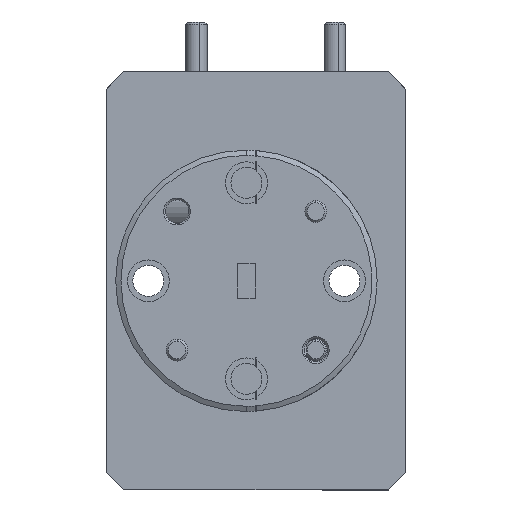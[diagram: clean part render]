
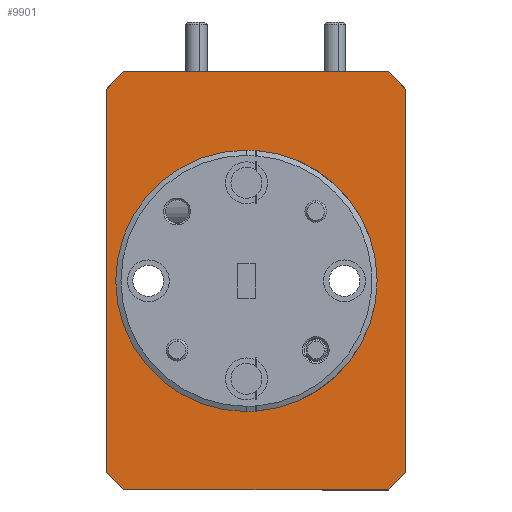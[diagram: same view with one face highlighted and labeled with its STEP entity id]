
A CAD part, left-side view. The second image highlights one B-rep face of the part: STEP entity #9901.
In plain terms, the highlighted planar face has unit normal (-1, 0, 0).
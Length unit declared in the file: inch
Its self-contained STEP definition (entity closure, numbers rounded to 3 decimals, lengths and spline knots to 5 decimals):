
#44 = CIRCLE ( 'NONE', #15832, 0.375 ) ;
#290 = EDGE_CURVE ( 'NONE', #16656, #19487, #16655, .T. ) ;
#497 = EDGE_LOOP ( 'NONE', ( #18405, #14629, #2386, #19292, #15287, #3648, #18929, #18092 ) ) ;
#543 = LINE ( 'NONE', #2056, #10509 ) ;
#622 = VECTOR ( 'NONE', #4149, 39.37008 ) ;
#729 = LINE ( 'NONE', #9923, #15416 ) ;
#871 = VECTOR ( 'NONE', #19590, 39.37008 ) ;
#1206 = CARTESIAN_POINT ( 'NONE',  ( -1.61, 0.4575, 0. ) ) ;
#1264 = CARTESIAN_POINT ( 'NONE',  ( -1.61, 0.86, 0.55 ) ) ;
#1280 = EDGE_CURVE ( 'NONE', #14766, #6032, #12929, .T. ) ;
#1369 = EDGE_CURVE ( 'NONE', #12304, #10210, #3905, .T. ) ;
#1407 = CARTESIAN_POINT ( 'NONE',  ( -1.61, 0.4325, -0.6 ) ) ;
#1424 = CARTESIAN_POINT ( 'NONE',  ( -1.61, 0.86, -0.55 ) ) ;
#1443 = ORIENTED_EDGE ( 'NONE', *, *, #15566, .T. ) ;
#1894 = EDGE_CURVE ( 'NONE', #3024, #10210, #3164, .T. ) ;
#1924 = VECTOR ( 'NONE', #13390, 39.37008 ) ;
#2056 = CARTESIAN_POINT ( 'NONE',  ( -1.61, 0.05, -0.6 ) ) ;
#2386 = ORIENTED_EDGE ( 'NONE', *, *, #1894, .F. ) ;
#2492 = CARTESIAN_POINT ( 'NONE',  ( -1.61, 0.05, 0.6 ) ) ;
#2640 = CARTESIAN_POINT ( 'NONE',  ( -1.61, 0.4325, 0.6 ) ) ;
#2647 = DIRECTION ( 'NONE',  ( -1., 0., 0. ) ) ;
#2711 = DIRECTION ( 'NONE',  ( -1., 0., 0. ) ) ;
#3024 = VERTEX_POINT ( 'NONE', #1264 ) ;
#3164 = LINE ( 'NONE', #15475, #13216 ) ;
#3230 = CARTESIAN_POINT ( 'NONE',  ( -1.61, 0.4325, 0.37417 ) ) ;
#3294 = VECTOR ( 'NONE', #7728, 39.37008 ) ;
#3575 = ORIENTED_EDGE ( 'NONE', *, *, #18559, .F. ) ;
#3591 = LINE ( 'NONE', #15901, #3294 ) ;
#3648 = ORIENTED_EDGE ( 'NONE', *, *, #17764, .T. ) ;
#3905 = LINE ( 'NONE', #13093, #6470 ) ;
#4149 = DIRECTION ( 'NONE',  ( 0., 0., -1. ) ) ;
#4187 = DIRECTION ( 'NONE',  ( 0., 0., 1. ) ) ;
#4571 = CARTESIAN_POINT ( 'NONE',  ( -1.61, 0.81, -0.6 ) ) ;
#4826 = CARTESIAN_POINT ( 'NONE',  ( -1.61, 0.43013, 0.374 ) ) ;
#5208 = ORIENTED_EDGE ( 'NONE', *, *, #10053, .T. ) ;
#5402 = DIRECTION ( 'NONE',  ( 0., 0., 1. ) ) ;
#5500 = DIRECTION ( 'NONE',  ( -1., 0., 0. ) ) ;
#5513 = CARTESIAN_POINT ( 'NONE',  ( -1.61, 0.05, 0.6 ) ) ;
#5712 = CARTESIAN_POINT ( 'NONE',  ( -1.61, 0.4575, -0.375 ) ) ;
#6032 = VERTEX_POINT ( 'NONE', #16282 ) ;
#6470 = VECTOR ( 'NONE', #17831, 39.37008 ) ;
#6524 = DIRECTION ( 'NONE',  ( 0., 0., 1. ) ) ;
#6533 = EDGE_CURVE ( 'NONE', #9184, #7099, #7667, .T. ) ;
#6811 = EDGE_CURVE ( 'NONE', #11283, #11024, #16511, .T. ) ;
#6897 = DIRECTION ( 'NONE',  ( -1., 0., 0. ) ) ;
#6970 = CARTESIAN_POINT ( 'NONE',  ( -1.61, 0.4575, 0. ) ) ;
#7040 = EDGE_LOOP ( 'NONE', ( #11379, #15235, #3575, #16028, #5208, #1443, #18720, #8260 ) ) ;
#7053 = CARTESIAN_POINT ( 'NONE',  ( -1.61, 0.4325, -0.374 ) ) ;
#7099 = VERTEX_POINT ( 'NONE', #15690 ) ;
#7418 = DIRECTION ( 'NONE',  ( 0., 1., 0. ) ) ;
#7498 = DIRECTION ( 'NONE',  ( 0., -0.707, 0.707 ) ) ;
#7667 = LINE ( 'NONE', #2640, #622 ) ;
#7728 = DIRECTION ( 'NONE',  ( 0., 0.707, 0.707 ) ) ;
#8260 = ORIENTED_EDGE ( 'NONE', *, *, #17746, .F. ) ;
#8567 = VERTEX_POINT ( 'NONE', #4571 ) ;
#8647 = DIRECTION ( 'NONE',  ( 0., -0.707, -0.707 ) ) ;
#9085 = CARTESIAN_POINT ( 'NONE',  ( -1.61, 0.43013, -0.374 ) ) ;
#9184 = VERTEX_POINT ( 'NONE', #3230 ) ;
#9426 = EDGE_CURVE ( 'NONE', #9184, #19773, #44, .T. ) ;
#9901 = ADVANCED_FACE ( 'NONE', ( #19444, #16514 ), #13299, .T. ) ;
#9923 = CARTESIAN_POINT ( 'NONE',  ( -1.61, 0.86, -0.6 ) ) ;
#9962 = EDGE_CURVE ( 'NONE', #12304, #11024, #9969, .T. ) ;
#9969 = LINE ( 'NONE', #2492, #18163 ) ;
#10053 = EDGE_CURVE ( 'NONE', #16656, #18160, #16606, .T. ) ;
#10069 = LINE ( 'NONE', #16222, #13848 ) ;
#10210 = VERTEX_POINT ( 'NONE', #18722 ) ;
#10321 = DIRECTION ( 'NONE',  ( 0., -1., 0. ) ) ;
#10509 = VECTOR ( 'NONE', #14070, 39.37008 ) ;
#10660 = CARTESIAN_POINT ( 'NONE',  ( -1.61, 0.4275, -0.374 ) ) ;
#11024 = VERTEX_POINT ( 'NONE', #19250 ) ;
#11171 = AXIS2_PLACEMENT_3D ( 'NONE', #16109, #6897, #4187 ) ;
#11283 = VERTEX_POINT ( 'NONE', #18820 ) ;
#11379 = ORIENTED_EDGE ( 'NONE', *, *, #9426, .F. ) ;
#11416 = VECTOR ( 'NONE', #7418, 39.37008 ) ;
#11480 = DIRECTION ( 'NONE',  ( -1., 0., 0. ) ) ;
#11680 = DIRECTION ( 'NONE',  ( 0., 1., 0. ) ) ;
#11692 = EDGE_CURVE ( 'NONE', #11283, #17811, #543, .T. ) ;
#12304 = VERTEX_POINT ( 'NONE', #5513 ) ;
#12346 = CARTESIAN_POINT ( 'NONE',  ( -1.61, 0.86, -0.6 ) ) ;
#12929 = CIRCLE ( 'NONE', #14232, 0.375 ) ;
#13093 = CARTESIAN_POINT ( 'NONE',  ( -1.61, 0.86, 0.6 ) ) ;
#13120 = DIRECTION ( 'NONE',  ( 0., 0., 1. ) ) ;
#13216 = VECTOR ( 'NONE', #7498, 39.37008 ) ;
#13299 = PLANE ( 'NONE',  #16243 ) ;
#13390 = DIRECTION ( 'NONE',  ( 0., 0., 1. ) ) ;
#13848 = VECTOR ( 'NONE', #11680, 39.37008 ) ;
#13946 = CARTESIAN_POINT ( 'NONE',  ( -1.61, 0.05, -0.6 ) ) ;
#14017 = VERTEX_POINT ( 'NONE', #1424 ) ;
#14070 = DIRECTION ( 'NONE',  ( 0., 0.707, -0.707 ) ) ;
#14232 = AXIS2_PLACEMENT_3D ( 'NONE', #17227, #11480, #6524 ) ;
#14629 = ORIENTED_EDGE ( 'NONE', *, *, #1369, .T. ) ;
#14766 = VERTEX_POINT ( 'NONE', #5712 ) ;
#14896 = CARTESIAN_POINT ( 'NONE',  ( -1.61, 0., -0.6 ) ) ;
#15094 = CIRCLE ( 'NONE', #17030, 0.375 ) ;
#15112 = CARTESIAN_POINT ( 'NONE',  ( -1.61, 0.4575, 0.375 ) ) ;
#15235 = ORIENTED_EDGE ( 'NONE', *, *, #6533, .T. ) ;
#15287 = ORIENTED_EDGE ( 'NONE', *, *, #19979, .F. ) ;
#15416 = VECTOR ( 'NONE', #10321, 39.37008 ) ;
#15468 = LINE ( 'NONE', #12346, #18578 ) ;
#15475 = CARTESIAN_POINT ( 'NONE',  ( -1.61, 0.86, 0.55 ) ) ;
#15566 = EDGE_CURVE ( 'NONE', #18160, #6032, #19876, .T. ) ;
#15690 = CARTESIAN_POINT ( 'NONE',  ( -1.61, 0.4325, 0.374 ) ) ;
#15832 = AXIS2_PLACEMENT_3D ( 'NONE', #1206, #2711, #13120 ) ;
#15901 = CARTESIAN_POINT ( 'NONE',  ( -1.61, 0.86, -0.55 ) ) ;
#16028 = ORIENTED_EDGE ( 'NONE', *, *, #290, .F. ) ;
#16109 = CARTESIAN_POINT ( 'NONE',  ( -1.61, 0.4575, 0. ) ) ;
#16222 = CARTESIAN_POINT ( 'NONE',  ( -1.61, 0.4275, 0.374 ) ) ;
#16243 = AXIS2_PLACEMENT_3D ( 'NONE', #16314, #5500, #5402 ) ;
#16282 = CARTESIAN_POINT ( 'NONE',  ( -1.61, 0.4325, -0.37417 ) ) ;
#16314 = CARTESIAN_POINT ( 'NONE',  ( -1.61, 0., 0. ) ) ;
#16403 = EDGE_CURVE ( 'NONE', #3024, #14017, #15468, .T. ) ;
#16511 = LINE ( 'NONE', #14896, #1924 ) ;
#16514 = FACE_BOUND ( 'NONE', #7040, .T. ) ;
#16606 = LINE ( 'NONE', #10660, #11416 ) ;
#16655 = CIRCLE ( 'NONE', #11171, 0.375 ) ;
#16656 = VERTEX_POINT ( 'NONE', #9085 ) ;
#17030 = AXIS2_PLACEMENT_3D ( 'NONE', #6970, #2647, #19496 ) ;
#17227 = CARTESIAN_POINT ( 'NONE',  ( -1.61, 0.4575, 0. ) ) ;
#17746 = EDGE_CURVE ( 'NONE', #19773, #14766, #15094, .T. ) ;
#17764 = EDGE_CURVE ( 'NONE', #8567, #17811, #729, .T. ) ;
#17811 = VERTEX_POINT ( 'NONE', #13946 ) ;
#17831 = DIRECTION ( 'NONE',  ( 0., 1., 0. ) ) ;
#18092 = ORIENTED_EDGE ( 'NONE', *, *, #6811, .T. ) ;
#18160 = VERTEX_POINT ( 'NONE', #7053 ) ;
#18163 = VECTOR ( 'NONE', #8647, 39.37008 ) ;
#18405 = ORIENTED_EDGE ( 'NONE', *, *, #9962, .F. ) ;
#18492 = DIRECTION ( 'NONE',  ( 0., 0., -1. ) ) ;
#18559 = EDGE_CURVE ( 'NONE', #19487, #7099, #10069, .T. ) ;
#18578 = VECTOR ( 'NONE', #18492, 39.37008 ) ;
#18720 = ORIENTED_EDGE ( 'NONE', *, *, #1280, .F. ) ;
#18722 = CARTESIAN_POINT ( 'NONE',  ( -1.61, 0.81, 0.6 ) ) ;
#18820 = CARTESIAN_POINT ( 'NONE',  ( -1.61, 0., -0.55 ) ) ;
#18929 = ORIENTED_EDGE ( 'NONE', *, *, #11692, .F. ) ;
#19250 = CARTESIAN_POINT ( 'NONE',  ( -1.61, 0., 0.55 ) ) ;
#19292 = ORIENTED_EDGE ( 'NONE', *, *, #16403, .T. ) ;
#19444 = FACE_OUTER_BOUND ( 'NONE', #497, .T. ) ;
#19487 = VERTEX_POINT ( 'NONE', #4826 ) ;
#19496 = DIRECTION ( 'NONE',  ( 0., 0., 1. ) ) ;
#19590 = DIRECTION ( 'NONE',  ( 0., 0., -1. ) ) ;
#19773 = VERTEX_POINT ( 'NONE', #15112 ) ;
#19876 = LINE ( 'NONE', #1407, #871 ) ;
#19979 = EDGE_CURVE ( 'NONE', #8567, #14017, #3591, .T. ) ;
